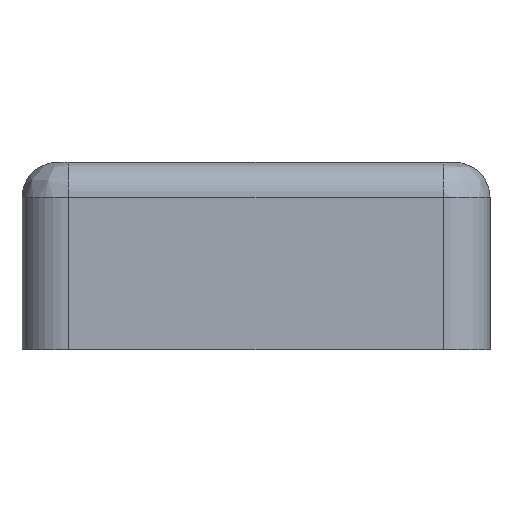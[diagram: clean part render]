
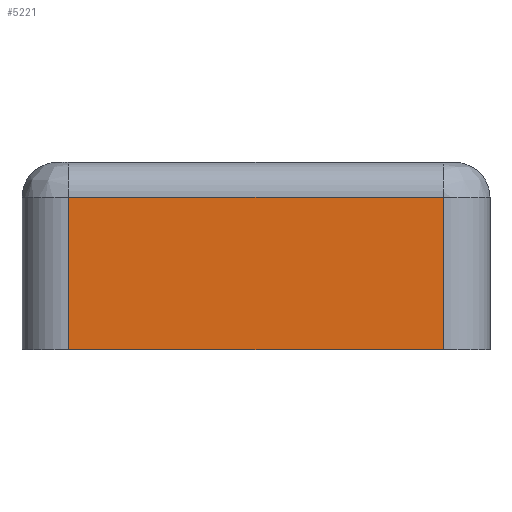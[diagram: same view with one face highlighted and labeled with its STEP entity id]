
A CAD part, front view. The second image highlights one B-rep face of the part: STEP entity #5221.
In plain terms, the highlighted planar face has unit normal (0, -1, 0).
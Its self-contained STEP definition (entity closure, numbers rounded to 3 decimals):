
#167 = CARTESIAN_POINT ( 'NONE',  ( -16., -40., 13. ) ) ;
#685 = DIRECTION ( 'NONE',  ( 0., 1., 0. ) ) ;
#1560 = EDGE_CURVE ( 'NONE', #9674, #9384, #11540, .T. ) ;
#1799 = LINE ( 'NONE', #12063, #8309 ) ;
#2703 = VECTOR ( 'NONE', #9272, 1000. ) ;
#2888 = EDGE_CURVE ( 'NONE', #9384, #8653, #1799, .T. ) ;
#4403 = EDGE_LOOP ( 'NONE', ( #4647, #11577, #10586, #4931 ) ) ;
#4554 = FACE_OUTER_BOUND ( 'NONE', #4403, .T. ) ;
#4647 = ORIENTED_EDGE ( 'NONE', *, *, #2888, .F. ) ;
#4746 = DIRECTION ( 'NONE',  ( 1., 0., 0. ) ) ;
#4931 = ORIENTED_EDGE ( 'NONE', *, *, #15631, .F. ) ;
#5165 = DIRECTION ( 'NONE',  ( 0., 0., 1. ) ) ;
#5221 = ADVANCED_FACE ( 'NONE', ( #4554 ), #9144, .F. ) ;
#5320 = CARTESIAN_POINT ( 'NONE',  ( -16., -40., 0. ) ) ;
#5697 = VERTEX_POINT ( 'NONE', #9842 ) ;
#6545 = VECTOR ( 'NONE', #7238, 1000. ) ;
#7238 = DIRECTION ( 'NONE',  ( 0., 0., -1. ) ) ;
#7969 = CARTESIAN_POINT ( 'NONE',  ( -20., -40., 16. ) ) ;
#8309 = VECTOR ( 'NONE', #4746, 1000. ) ;
#8457 = CARTESIAN_POINT ( 'NONE',  ( 16., -40., 16. ) ) ;
#8653 = VERTEX_POINT ( 'NONE', #14966 ) ;
#9144 = PLANE ( 'NONE',  #13083 ) ;
#9192 = DIRECTION ( 'NONE',  ( 0., 0., 1. ) ) ;
#9272 = DIRECTION ( 'NONE',  ( -1., 0., 0. ) ) ;
#9384 = VERTEX_POINT ( 'NONE', #167 ) ;
#9674 = VERTEX_POINT ( 'NONE', #5320 ) ;
#9842 = CARTESIAN_POINT ( 'NONE',  ( 16., -40., 0. ) ) ;
#9949 = EDGE_CURVE ( 'NONE', #5697, #9674, #15728, .T. ) ;
#10586 = ORIENTED_EDGE ( 'NONE', *, *, #9949, .F. ) ;
#11540 = LINE ( 'NONE', #13731, #14857 ) ;
#11577 = ORIENTED_EDGE ( 'NONE', *, *, #1560, .F. ) ;
#12063 = CARTESIAN_POINT ( 'NONE',  ( 20., -40., 13. ) ) ;
#13045 = LINE ( 'NONE', #8457, #6545 ) ;
#13083 = AXIS2_PLACEMENT_3D ( 'NONE', #7969, #685, #9192 ) ;
#13731 = CARTESIAN_POINT ( 'NONE',  ( -16., -40., 16. ) ) ;
#14857 = VECTOR ( 'NONE', #5165, 1000. ) ;
#14966 = CARTESIAN_POINT ( 'NONE',  ( 16., -40., 13. ) ) ;
#15551 = CARTESIAN_POINT ( 'NONE',  ( -20., -40., 0. ) ) ;
#15631 = EDGE_CURVE ( 'NONE', #8653, #5697, #13045, .T. ) ;
#15728 = LINE ( 'NONE', #15551, #2703 ) ;
